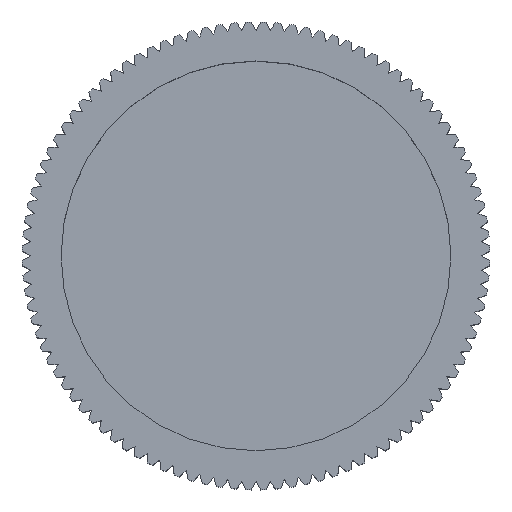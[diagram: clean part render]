
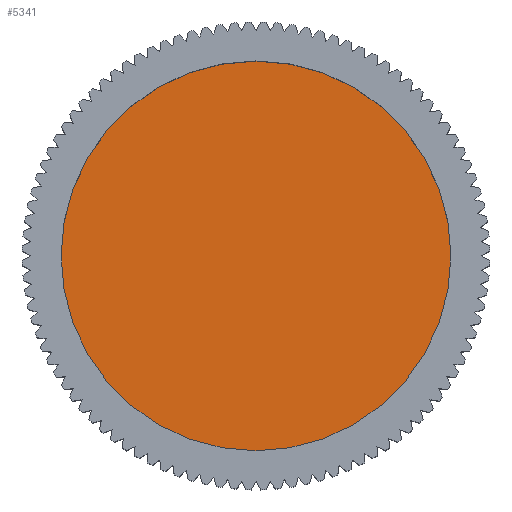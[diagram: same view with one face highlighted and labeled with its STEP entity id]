
A CAD part, top view. The second image highlights one B-rep face of the part: STEP entity #5341.
In plain terms, the highlighted planar face has unit normal (0, 0, 1).
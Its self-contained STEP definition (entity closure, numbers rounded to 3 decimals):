
#1985=EDGE_CURVE('',#2471,#3323,#5784,.T.);
#2471=VERTEX_POINT('',#6313);
#2879=EDGE_CURVE('',#3323,#2471,#6752,.T.);
#3323=VERTEX_POINT('',#7228);
#5341=ADVANCED_FACE('',(#9423),#9424,.F.);
#5784=CIRCLE('',#9954,12.5);
#6313=CARTESIAN_POINT('',(-12.5,0.,11.5));
#6752=CIRCLE('',#11752,12.5);
#7228=CARTESIAN_POINT('',(12.5,0.0,11.5));
#9423=FACE_OUTER_BOUND('',#16513,.T.);
#9424=PLANE('',#16514);
#9954=AXIS2_PLACEMENT_3D('',#17248,#17249,#17250);
#11752=AXIS2_PLACEMENT_3D('',#18132,#18133,#18134);
#16513=EDGE_LOOP('',(#20983,#20984));
#16514=AXIS2_PLACEMENT_3D('',#20985,#20986,#20987);
#17248=CARTESIAN_POINT('',(0.0,0.0,11.5));
#17249=DIRECTION('',(0.0,0.0,-1.0));
#17250=DIRECTION('',(1.0,0.0,0.0));
#18132=CARTESIAN_POINT('',(0.0,0.0,11.5));
#18133=DIRECTION('',(0.0,0.0,-1.0));
#18134=DIRECTION('',(1.0,0.0,0.0));
#20983=ORIENTED_EDGE('',*,*,#2879,.F.);
#20984=ORIENTED_EDGE('',*,*,#1985,.F.);
#20985=CARTESIAN_POINT('',(0.0,0.0,11.5));
#20986=DIRECTION('',(0.0,0.0,-1.0));
#20987=DIRECTION('',(-1.0,0.0,0.0));
